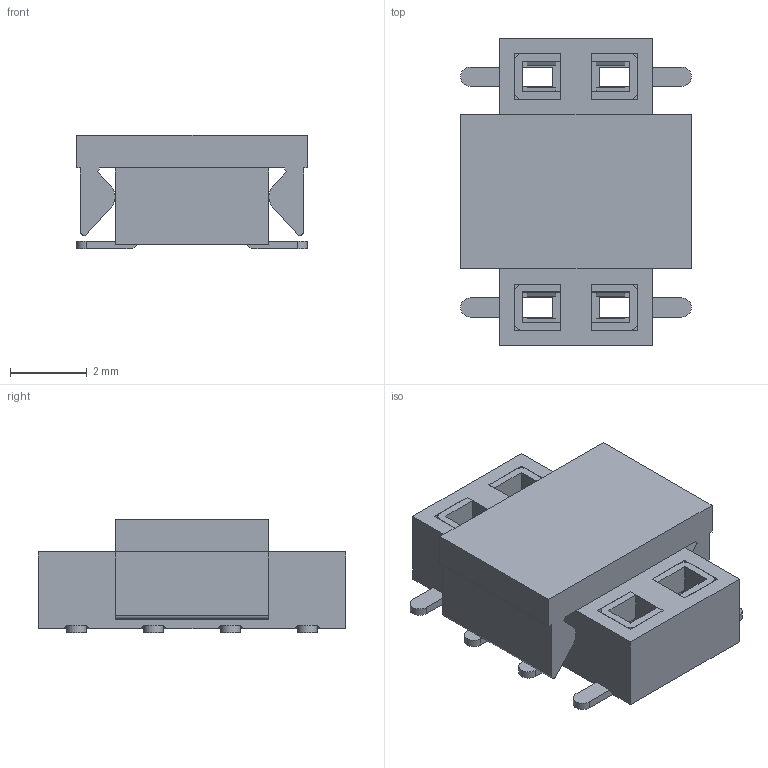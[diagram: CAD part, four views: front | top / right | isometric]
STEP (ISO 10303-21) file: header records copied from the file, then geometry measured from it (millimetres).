
FILE_DESCRIPTION(/* description */ ('Unknown'),/* implementation_level */ '2;1');
FILE_NAME(/* name */ 'J_Wurth_WR-PHD_62130821821',/* time_stamp */ '2025-04-28T13:15:15+08:00',/* author */ ('Unknown'),/* organization */ ('Unknown'),/* preprocessor_version */ 'ST-DEVELOPER v19.4',/* originating_system */ 'Solid Edge',/* authorisation */ 'Unknown');
FILE_SCHEMA (('AUTOMOTIVE_DESIGN {1 0 10303 214 3 1 1}'));
Length unit declared in the file: millimetre
Products named in the file (2): J_Wurth_WR-PHD_62130821821
Assembly tree (1 placements, depth 2):
  J_Wurth_WR-PHD_62130821821
    J_Wurth_WR-PHD_62130821821
Bounding box: 6 x 8 x 2.95 mm (x, y, z)
Volume: 79.1 mm3; surface area: 377 mm2
Topology: 10 solids, 10 shells, 618 faces, 1658 edges, 1052 vertices
Faces by surface type: plane 350, cylinder 236, bspline 32
Entity records: 19474 total; most frequent: CARTESIAN_POINT 3938, ORIENTED_EDGE 3316, DIRECTION 3114, EDGE_CURVE 1658, LINE 1122, VECTOR 1122, VERTEX_POINT 1052, AXIS2_PLACEMENT_3D 996
